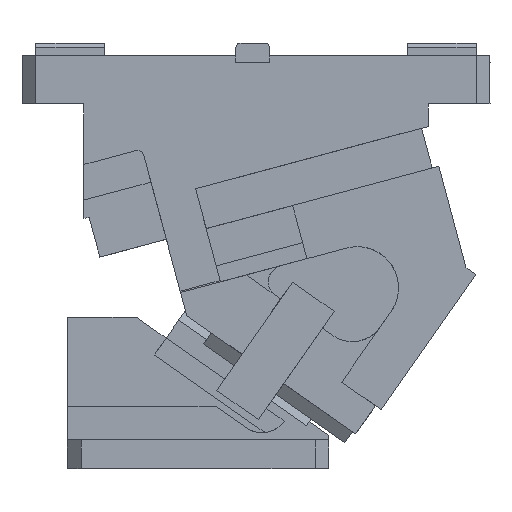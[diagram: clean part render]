
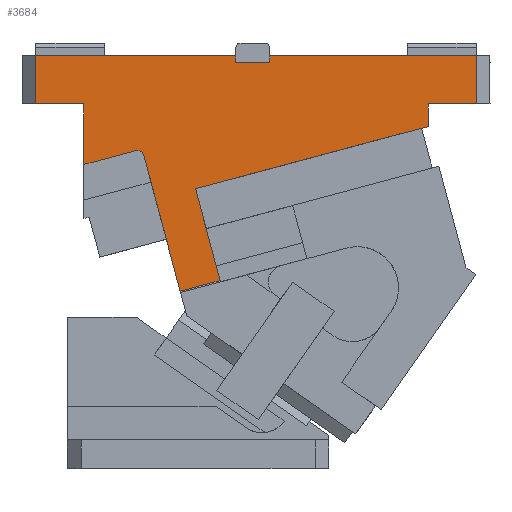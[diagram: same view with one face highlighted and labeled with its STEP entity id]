
A CAD part, front view. The second image highlights one B-rep face of the part: STEP entity #3684.
In plain terms, the highlighted planar face has unit normal (0, -1, 0).
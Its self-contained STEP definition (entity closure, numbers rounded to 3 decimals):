
#2939=CARTESIAN_POINT('Vertex',(-23.,-100.,300.)) ;
#2942=CARTESIAN_POINT('Line Origine',(49.578,-100.,300.)) ;
#2946=CARTESIAN_POINT('Vertex',(122.157,-100.,300.)) ;
#3203=CARTESIAN_POINT('Vertex',(12.,-100.,265.)) ;
#3208=CARTESIAN_POINT('Line Origine',(-5.5,-100.,265.)) ;
#3212=CARTESIAN_POINT('Vertex',(-23.,-100.,265.)) ;
#3543=CARTESIAN_POINT('Line Origine',(-23.,-100.,282.5)) ;
#3555=CARTESIAN_POINT('Axis2P3D Location',(92.713,-100.,211.939)) ;
#3560=CARTESIAN_POINT('Line Origine',(177.533,-100.,225.975)) ;
#3564=CARTESIAN_POINT('Vertex',(262.,-100.,248.607)) ;
#3566=CARTESIAN_POINT('Vertex',(93.067,-100.,203.342)) ;
#3569=CARTESIAN_POINT('Line Origine',(262.,-100.,256.804)) ;
#3573=CARTESIAN_POINT('Vertex',(262.,-100.,265.)) ;
#3576=CARTESIAN_POINT('Line Origine',(279.5,-100.,265.)) ;
#3580=CARTESIAN_POINT('Vertex',(297.,-100.,265.)) ;
#3583=CARTESIAN_POINT('Line Origine',(297.,-100.,282.5)) ;
#3587=CARTESIAN_POINT('Vertex',(297.,-100.,300.)) ;
#3590=CARTESIAN_POINT('Line Origine',(222.078,-100.,300.)) ;
#3594=CARTESIAN_POINT('Vertex',(147.157,-100.,300.)) ;
#3597=CARTESIAN_POINT('Line Origine',(147.157,-100.,297.5)) ;
#3601=CARTESIAN_POINT('Vertex',(147.157,-100.,295.)) ;
#3604=CARTESIAN_POINT('Line Origine',(134.657,-100.,295.)) ;
#3608=CARTESIAN_POINT('Vertex',(122.157,-100.,295.)) ;
#3611=CARTESIAN_POINT('Line Origine',(122.157,-100.,297.5)) ;
#3616=CARTESIAN_POINT('Line Origine',(12.,-100.,242.98)) ;
#3620=CARTESIAN_POINT('Vertex',(12.,-100.,220.961)) ;
#3623=CARTESIAN_POINT('Line Origine',(30.712,-100.,225.975)) ;
#3627=CARTESIAN_POINT('Vertex',(49.424,-100.,230.988)) ;
#3631=CARTESIAN_POINT('Control Point',(55.548,-100.,227.453)) ;
#3632=CARTESIAN_POINT('Control Point',(55.406,-100.,227.982)) ;
#3633=CARTESIAN_POINT('Control Point',(55.192,-100.,228.492)) ;
#3634=CARTESIAN_POINT('Control Point',(54.909,-100.,228.969)) ;
#3635=CARTESIAN_POINT('Control Point',(54.219,-100.,229.833)) ;
#3636=CARTESIAN_POINT('Control Point',(53.323,-100.,230.48)) ;
#3637=CARTESIAN_POINT('Control Point',(52.833,-100.,230.74)) ;
#3638=CARTESIAN_POINT('Control Point',(51.862,-100.,231.093)) ;
#3639=CARTESIAN_POINT('Control Point',(50.837,-100.,231.191)) ;
#3640=CARTESIAN_POINT('Control Point',(50.357,-100.,231.18)) ;
#3641=CARTESIAN_POINT('Control Point',(49.883,-100.,231.111)) ;
#3642=CARTESIAN_POINT('Control Point',(49.424,-100.,230.988)) ;
#3643=CARTESIAN_POINT('Vertex',(55.548,-100.,227.453)) ;
#3646=CARTESIAN_POINT('Line Origine',(68.748,-100.,178.191)) ;
#3650=CARTESIAN_POINT('Vertex',(81.947,-100.,128.928)) ;
#3653=CARTESIAN_POINT('Line Origine',(96.436,-100.,132.811)) ;
#3657=CARTESIAN_POINT('Vertex',(110.925,-100.,136.693)) ;
#3660=CARTESIAN_POINT('Line Origine',(101.996,-100.,170.017)) ;
#2943=DIRECTION('Vector Direction',(-1.,0.,0.)) ;
#3209=DIRECTION('Vector Direction',(1.,0.,0.)) ;
#3544=DIRECTION('Vector Direction',(0.,0.,-1.)) ;
#3556=DIRECTION('Axis2P3D Direction',(-0.,-1.,0.)) ;
#3557=DIRECTION('Axis2P3D XDirection',(-0.966,0.,0.259)) ;
#3561=DIRECTION('Vector Direction',(-0.966,0.,-0.259)) ;
#3570=DIRECTION('Vector Direction',(0.,0.,-1.)) ;
#3577=DIRECTION('Vector Direction',(1.,0.,0.)) ;
#3584=DIRECTION('Vector Direction',(0.,0.,1.)) ;
#3591=DIRECTION('Vector Direction',(-1.,0.,0.)) ;
#3598=DIRECTION('Vector Direction',(0.,0.,-1.)) ;
#3605=DIRECTION('Vector Direction',(1.,0.,0.)) ;
#3612=DIRECTION('Vector Direction',(0.,0.,-1.)) ;
#3617=DIRECTION('Vector Direction',(0.,0.,1.)) ;
#3624=DIRECTION('Vector Direction',(0.966,0.,0.259)) ;
#3647=DIRECTION('Vector Direction',(0.259,0.,-0.966)) ;
#3654=DIRECTION('Vector Direction',(-0.966,0.,-0.259)) ;
#3661=DIRECTION('Vector Direction',(-0.259,0.,0.966)) ;
#3558=AXIS2_PLACEMENT_3D('Plane Axis2P3D',#3555,#3556,#3557) ;
#3666=ORIENTED_EDGE('',*,*,#3568,.F.) ;
#3667=ORIENTED_EDGE('',*,*,#3575,.F.) ;
#3668=ORIENTED_EDGE('',*,*,#3582,.T.) ;
#3669=ORIENTED_EDGE('',*,*,#3589,.T.) ;
#3670=ORIENTED_EDGE('',*,*,#3596,.T.) ;
#3671=ORIENTED_EDGE('',*,*,#3603,.T.) ;
#3672=ORIENTED_EDGE('',*,*,#3610,.F.) ;
#3673=ORIENTED_EDGE('',*,*,#3615,.F.) ;
#3674=ORIENTED_EDGE('',*,*,#2948,.T.) ;
#3675=ORIENTED_EDGE('',*,*,#3547,.T.) ;
#3676=ORIENTED_EDGE('',*,*,#3214,.T.) ;
#3677=ORIENTED_EDGE('',*,*,#3622,.F.) ;
#3678=ORIENTED_EDGE('',*,*,#3629,.T.) ;
#3679=ORIENTED_EDGE('',*,*,#3645,.T.) ;
#3680=ORIENTED_EDGE('',*,*,#3652,.T.) ;
#3681=ORIENTED_EDGE('',*,*,#3659,.F.) ;
#3682=ORIENTED_EDGE('',*,*,#3664,.T.) ;
#2944=VECTOR('Line Direction',#2943,1.) ;
#3210=VECTOR('Line Direction',#3209,1.) ;
#3545=VECTOR('Line Direction',#3544,1.) ;
#3562=VECTOR('Line Direction',#3561,1.) ;
#3571=VECTOR('Line Direction',#3570,1.) ;
#3578=VECTOR('Line Direction',#3577,1.) ;
#3585=VECTOR('Line Direction',#3584,1.) ;
#3592=VECTOR('Line Direction',#3591,1.) ;
#3599=VECTOR('Line Direction',#3598,1.) ;
#3606=VECTOR('Line Direction',#3605,1.) ;
#3613=VECTOR('Line Direction',#3612,1.) ;
#3618=VECTOR('Line Direction',#3617,1.) ;
#3625=VECTOR('Line Direction',#3624,1.) ;
#3648=VECTOR('Line Direction',#3647,1.) ;
#3655=VECTOR('Line Direction',#3654,1.) ;
#3662=VECTOR('Line Direction',#3661,1.) ;
#3684=ADVANCED_FACE('CAM HOLDER',(#3683),#3559,.T.) ;
#3630=B_SPLINE_CURVE_WITH_KNOTS('',5,(#3631,#3632,#3633,#3634,#3635,#3636,#3637,#3638,#3639,#3640,#3641,#3642),.UNSPECIFIED.,.F.,.U.,(6,3,3,6),(0.,3.873,7.746,11.107),.UNSPECIFIED.) ;
#2948=EDGE_CURVE('',#2947,#2940,#2945,.T.) ;
#3214=EDGE_CURVE('',#3213,#3204,#3211,.T.) ;
#3547=EDGE_CURVE('',#2940,#3213,#3546,.T.) ;
#3568=EDGE_CURVE('',#3565,#3567,#3563,.T.) ;
#3575=EDGE_CURVE('',#3574,#3565,#3572,.T.) ;
#3582=EDGE_CURVE('',#3574,#3581,#3579,.T.) ;
#3589=EDGE_CURVE('',#3581,#3588,#3586,.T.) ;
#3596=EDGE_CURVE('',#3588,#3595,#3593,.T.) ;
#3603=EDGE_CURVE('',#3595,#3602,#3600,.T.) ;
#3610=EDGE_CURVE('',#3609,#3602,#3607,.T.) ;
#3615=EDGE_CURVE('',#2947,#3609,#3614,.T.) ;
#3622=EDGE_CURVE('',#3621,#3204,#3619,.T.) ;
#3629=EDGE_CURVE('',#3621,#3628,#3626,.T.) ;
#3645=EDGE_CURVE('',#3628,#3644,#3630,.F.) ;
#3652=EDGE_CURVE('',#3644,#3651,#3649,.T.) ;
#3659=EDGE_CURVE('',#3658,#3651,#3656,.T.) ;
#3664=EDGE_CURVE('',#3658,#3567,#3663,.T.) ;
#3665=EDGE_LOOP('',(#3666,#3667,#3668,#3669,#3670,#3671,#3672,#3673,#3674,#3675,#3676,#3677,#3678,#3679,#3680,#3681,#3682)) ;
#3683=FACE_OUTER_BOUND('',#3665,.T.) ;
#2945=LINE('Line',#2942,#2944) ;
#3211=LINE('Line',#3208,#3210) ;
#3546=LINE('Line',#3543,#3545) ;
#3563=LINE('Line',#3560,#3562) ;
#3572=LINE('Line',#3569,#3571) ;
#3579=LINE('Line',#3576,#3578) ;
#3586=LINE('Line',#3583,#3585) ;
#3593=LINE('Line',#3590,#3592) ;
#3600=LINE('Line',#3597,#3599) ;
#3607=LINE('Line',#3604,#3606) ;
#3614=LINE('Line',#3611,#3613) ;
#3619=LINE('Line',#3616,#3618) ;
#3626=LINE('Line',#3623,#3625) ;
#3649=LINE('Line',#3646,#3648) ;
#3656=LINE('Line',#3653,#3655) ;
#3663=LINE('Line',#3660,#3662) ;
#3559=PLANE('Plane',#3558) ;
#2940=VERTEX_POINT('',#2939) ;
#2947=VERTEX_POINT('',#2946) ;
#3204=VERTEX_POINT('',#3203) ;
#3213=VERTEX_POINT('',#3212) ;
#3565=VERTEX_POINT('',#3564) ;
#3567=VERTEX_POINT('',#3566) ;
#3574=VERTEX_POINT('',#3573) ;
#3581=VERTEX_POINT('',#3580) ;
#3588=VERTEX_POINT('',#3587) ;
#3595=VERTEX_POINT('',#3594) ;
#3602=VERTEX_POINT('',#3601) ;
#3609=VERTEX_POINT('',#3608) ;
#3621=VERTEX_POINT('',#3620) ;
#3628=VERTEX_POINT('',#3627) ;
#3644=VERTEX_POINT('',#3643) ;
#3651=VERTEX_POINT('',#3650) ;
#3658=VERTEX_POINT('',#3657) ;
